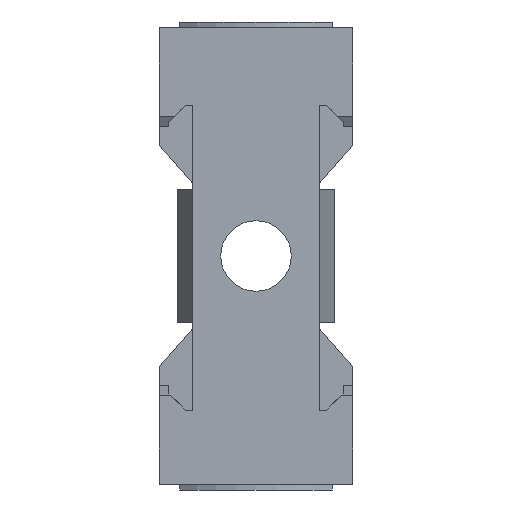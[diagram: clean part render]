
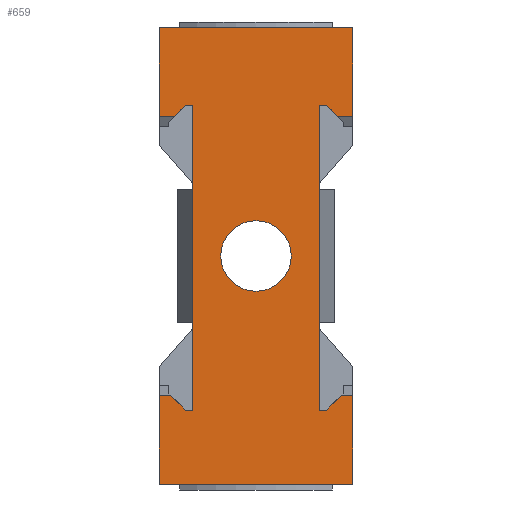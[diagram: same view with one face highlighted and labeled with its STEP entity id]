
A CAD part, front view. The second image highlights one B-rep face of the part: STEP entity #659.
In plain terms, the highlighted planar face has unit normal (0, -1, 0).
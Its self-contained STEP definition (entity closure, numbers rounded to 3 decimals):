
#493=AXIS2_PLACEMENT_3D('Plane Axis2P3D',#490,#491,#492) ;
#643=AXIS2_PLACEMENT_3D('Circle Axis2P3D',#641,#642,$) ;
#652=AXIS2_PLACEMENT_3D('Circle Axis2P3D',#650,#651,$) ;
#250=CARTESIAN_POINT('Vertex',(0.88,0.,2.1)) ;
#253=CARTESIAN_POINT('Line Origine',(0.88,0.,6.1)) ;
#257=CARTESIAN_POINT('Vertex',(0.88,0.,10.1)) ;
#475=CARTESIAN_POINT('Vertex',(0.68,0.,2.1)) ;
#478=CARTESIAN_POINT('Line Origine',(0.78,0.,2.1)) ;
#490=CARTESIAN_POINT('Axis2P3D Location',(0.,0.,12.15)) ;
#495=CARTESIAN_POINT('Line Origine',(4.591,0.,2.291)) ;
#499=CARTESIAN_POINT('Vertex',(4.782,0.,2.482)) ;
#501=CARTESIAN_POINT('Vertex',(4.4,0.,2.1)) ;
#504=CARTESIAN_POINT('Line Origine',(4.3,0.,2.1)) ;
#508=CARTESIAN_POINT('Vertex',(4.2,0.,2.1)) ;
#511=CARTESIAN_POINT('Line Origine',(4.2,0.,6.1)) ;
#515=CARTESIAN_POINT('Vertex',(4.2,0.,10.1)) ;
#518=CARTESIAN_POINT('Line Origine',(4.3,0.,10.1)) ;
#522=CARTESIAN_POINT('Vertex',(4.4,0.,10.1)) ;
#525=CARTESIAN_POINT('Line Origine',(4.541,0.,9.959)) ;
#529=CARTESIAN_POINT('Vertex',(4.682,0.,9.818)) ;
#532=CARTESIAN_POINT('Line Origine',(4.881,0.,9.818)) ;
#536=CARTESIAN_POINT('Vertex',(5.08,0.,9.818)) ;
#539=CARTESIAN_POINT('Line Origine',(5.08,0.,10.984)) ;
#543=CARTESIAN_POINT('Vertex',(5.08,0.,12.15)) ;
#546=CARTESIAN_POINT('Line Origine',(2.54,0.,12.15)) ;
#550=CARTESIAN_POINT('Vertex',(0.,0.,12.15)) ;
#553=CARTESIAN_POINT('Line Origine',(0.,0.,10.984)) ;
#557=CARTESIAN_POINT('Vertex',(0.,0.,9.818)) ;
#560=CARTESIAN_POINT('Line Origine',(0.199,0.,9.818)) ;
#564=CARTESIAN_POINT('Vertex',(0.398,0.,9.818)) ;
#567=CARTESIAN_POINT('Line Origine',(0.539,0.,9.959)) ;
#571=CARTESIAN_POINT('Vertex',(0.68,0.,10.1)) ;
#574=CARTESIAN_POINT('Line Origine',(0.78,0.,10.1)) ;
#579=CARTESIAN_POINT('Line Origine',(0.489,0.,2.291)) ;
#583=CARTESIAN_POINT('Vertex',(0.298,0.,2.482)) ;
#586=CARTESIAN_POINT('Line Origine',(0.149,0.,2.482)) ;
#590=CARTESIAN_POINT('Vertex',(0.,0.,2.482)) ;
#593=CARTESIAN_POINT('Line Origine',(0.,0.,1.316)) ;
#597=CARTESIAN_POINT('Vertex',(0.,0.,0.15)) ;
#600=CARTESIAN_POINT('Line Origine',(2.54,0.,0.15)) ;
#604=CARTESIAN_POINT('Vertex',(5.08,0.,0.15)) ;
#607=CARTESIAN_POINT('Line Origine',(5.08,0.,1.316)) ;
#611=CARTESIAN_POINT('Vertex',(5.08,0.,2.482)) ;
#614=CARTESIAN_POINT('Line Origine',(4.931,0.,2.482)) ;
#641=CARTESIAN_POINT('Axis2P3D Location',(2.54,0.,6.15)) ;
#645=CARTESIAN_POINT('Vertex',(2.54,0.,5.225)) ;
#647=CARTESIAN_POINT('Vertex',(2.54,0.,7.075)) ;
#650=CARTESIAN_POINT('Axis2P3D Location',(2.54,0.,6.15)) ;
#254=DIRECTION('Vector Direction',(0.,0.,-1.)) ;
#479=DIRECTION('Vector Direction',(-1.,0.,0.)) ;
#491=DIRECTION('Axis2P3D Direction',(0.,-1.,0.)) ;
#492=DIRECTION('Axis2P3D XDirection',(0.,0.,-1.)) ;
#496=DIRECTION('Vector Direction',(0.707,0.,0.707)) ;
#505=DIRECTION('Vector Direction',(1.,0.,0.)) ;
#512=DIRECTION('Vector Direction',(0.,0.,-1.)) ;
#519=DIRECTION('Vector Direction',(-1.,0.,0.)) ;
#526=DIRECTION('Vector Direction',(-0.707,0.,0.707)) ;
#533=DIRECTION('Vector Direction',(1.,0.,0.)) ;
#540=DIRECTION('Vector Direction',(0.,0.,-1.)) ;
#547=DIRECTION('Vector Direction',(1.,0.,0.)) ;
#554=DIRECTION('Vector Direction',(0.,0.,-1.)) ;
#561=DIRECTION('Vector Direction',(1.,0.,0.)) ;
#568=DIRECTION('Vector Direction',(0.707,0.,0.707)) ;
#575=DIRECTION('Vector Direction',(1.,0.,0.)) ;
#580=DIRECTION('Vector Direction',(-0.707,0.,0.707)) ;
#587=DIRECTION('Vector Direction',(1.,0.,0.)) ;
#594=DIRECTION('Vector Direction',(0.,0.,-1.)) ;
#601=DIRECTION('Vector Direction',(1.,0.,0.)) ;
#608=DIRECTION('Vector Direction',(0.,0.,-1.)) ;
#615=DIRECTION('Vector Direction',(1.,0.,0.)) ;
#642=DIRECTION('Axis2P3D Direction',(0.,-1.,0.)) ;
#651=DIRECTION('Axis2P3D Direction',(0.,-1.,0.)) ;
#255=VECTOR('Line Direction',#254,1.) ;
#480=VECTOR('Line Direction',#479,1.) ;
#497=VECTOR('Line Direction',#496,1.) ;
#506=VECTOR('Line Direction',#505,1.) ;
#513=VECTOR('Line Direction',#512,1.) ;
#520=VECTOR('Line Direction',#519,1.) ;
#527=VECTOR('Line Direction',#526,1.) ;
#534=VECTOR('Line Direction',#533,1.) ;
#541=VECTOR('Line Direction',#540,1.) ;
#548=VECTOR('Line Direction',#547,1.) ;
#555=VECTOR('Line Direction',#554,1.) ;
#562=VECTOR('Line Direction',#561,1.) ;
#569=VECTOR('Line Direction',#568,1.) ;
#576=VECTOR('Line Direction',#575,1.) ;
#581=VECTOR('Line Direction',#580,1.) ;
#588=VECTOR('Line Direction',#587,1.) ;
#595=VECTOR('Line Direction',#594,1.) ;
#602=VECTOR('Line Direction',#601,1.) ;
#609=VECTOR('Line Direction',#608,1.) ;
#616=VECTOR('Line Direction',#615,1.) ;
#620=ORIENTED_EDGE('',*,*,#503,.T.) ;
#621=ORIENTED_EDGE('',*,*,#510,.T.) ;
#622=ORIENTED_EDGE('',*,*,#517,.T.) ;
#623=ORIENTED_EDGE('',*,*,#524,.T.) ;
#624=ORIENTED_EDGE('',*,*,#531,.T.) ;
#625=ORIENTED_EDGE('',*,*,#538,.F.) ;
#626=ORIENTED_EDGE('',*,*,#545,.T.) ;
#627=ORIENTED_EDGE('',*,*,#552,.F.) ;
#628=ORIENTED_EDGE('',*,*,#559,.F.) ;
#629=ORIENTED_EDGE('',*,*,#566,.T.) ;
#630=ORIENTED_EDGE('',*,*,#573,.T.) ;
#631=ORIENTED_EDGE('',*,*,#578,.T.) ;
#632=ORIENTED_EDGE('',*,*,#259,.T.) ;
#633=ORIENTED_EDGE('',*,*,#482,.T.) ;
#634=ORIENTED_EDGE('',*,*,#585,.T.) ;
#635=ORIENTED_EDGE('',*,*,#592,.F.) ;
#636=ORIENTED_EDGE('',*,*,#599,.F.) ;
#637=ORIENTED_EDGE('',*,*,#606,.T.) ;
#638=ORIENTED_EDGE('',*,*,#613,.T.) ;
#639=ORIENTED_EDGE('',*,*,#618,.T.) ;
#656=ORIENTED_EDGE('',*,*,#649,.T.) ;
#657=ORIENTED_EDGE('',*,*,#654,.T.) ;
#658=FACE_BOUND('',#655,.T.) ;
#659=ADVANCED_FACE('Housing',(#640,#658),#494,.T.) ;
#644=CIRCLE('generated circle',#643,0.925) ;
#653=CIRCLE('generated circle',#652,0.925) ;
#259=EDGE_CURVE('',#258,#251,#256,.T.) ;
#482=EDGE_CURVE('',#251,#476,#481,.T.) ;
#503=EDGE_CURVE('',#500,#502,#498,.F.) ;
#510=EDGE_CURVE('',#502,#509,#507,.F.) ;
#517=EDGE_CURVE('',#509,#516,#514,.F.) ;
#524=EDGE_CURVE('',#516,#523,#521,.F.) ;
#531=EDGE_CURVE('',#523,#530,#528,.F.) ;
#538=EDGE_CURVE('',#537,#530,#535,.F.) ;
#545=EDGE_CURVE('',#537,#544,#542,.F.) ;
#552=EDGE_CURVE('',#551,#544,#549,.T.) ;
#559=EDGE_CURVE('',#558,#551,#556,.F.) ;
#566=EDGE_CURVE('',#558,#565,#563,.T.) ;
#573=EDGE_CURVE('',#565,#572,#570,.T.) ;
#578=EDGE_CURVE('',#572,#258,#577,.T.) ;
#585=EDGE_CURVE('',#476,#584,#582,.T.) ;
#592=EDGE_CURVE('',#591,#584,#589,.T.) ;
#599=EDGE_CURVE('',#598,#591,#596,.F.) ;
#606=EDGE_CURVE('',#598,#605,#603,.T.) ;
#613=EDGE_CURVE('',#605,#612,#610,.F.) ;
#618=EDGE_CURVE('',#612,#500,#617,.F.) ;
#649=EDGE_CURVE('',#646,#648,#644,.F.) ;
#654=EDGE_CURVE('',#648,#646,#653,.F.) ;
#619=EDGE_LOOP('',(#620,#621,#622,#623,#624,#625,#626,#627,#628,#629,#630,#631,#632,#633,#634,#635,#636,#637,#638,#639)) ;
#655=EDGE_LOOP('',(#656,#657)) ;
#640=FACE_OUTER_BOUND('',#619,.T.) ;
#256=LINE('Line',#253,#255) ;
#481=LINE('Line',#478,#480) ;
#498=LINE('Line',#495,#497) ;
#507=LINE('Line',#504,#506) ;
#514=LINE('Line',#511,#513) ;
#521=LINE('Line',#518,#520) ;
#528=LINE('Line',#525,#527) ;
#535=LINE('Line',#532,#534) ;
#542=LINE('Line',#539,#541) ;
#549=LINE('Line',#546,#548) ;
#556=LINE('Line',#553,#555) ;
#563=LINE('Line',#560,#562) ;
#570=LINE('Line',#567,#569) ;
#577=LINE('Line',#574,#576) ;
#582=LINE('Line',#579,#581) ;
#589=LINE('Line',#586,#588) ;
#596=LINE('Line',#593,#595) ;
#603=LINE('Line',#600,#602) ;
#610=LINE('Line',#607,#609) ;
#617=LINE('Line',#614,#616) ;
#494=PLANE('',#493) ;
#251=VERTEX_POINT('',#250) ;
#258=VERTEX_POINT('',#257) ;
#476=VERTEX_POINT('',#475) ;
#500=VERTEX_POINT('',#499) ;
#502=VERTEX_POINT('',#501) ;
#509=VERTEX_POINT('',#508) ;
#516=VERTEX_POINT('',#515) ;
#523=VERTEX_POINT('',#522) ;
#530=VERTEX_POINT('',#529) ;
#537=VERTEX_POINT('',#536) ;
#544=VERTEX_POINT('',#543) ;
#551=VERTEX_POINT('',#550) ;
#558=VERTEX_POINT('',#557) ;
#565=VERTEX_POINT('',#564) ;
#572=VERTEX_POINT('',#571) ;
#584=VERTEX_POINT('',#583) ;
#591=VERTEX_POINT('',#590) ;
#598=VERTEX_POINT('',#597) ;
#605=VERTEX_POINT('',#604) ;
#612=VERTEX_POINT('',#611) ;
#646=VERTEX_POINT('',#645) ;
#648=VERTEX_POINT('',#647) ;
